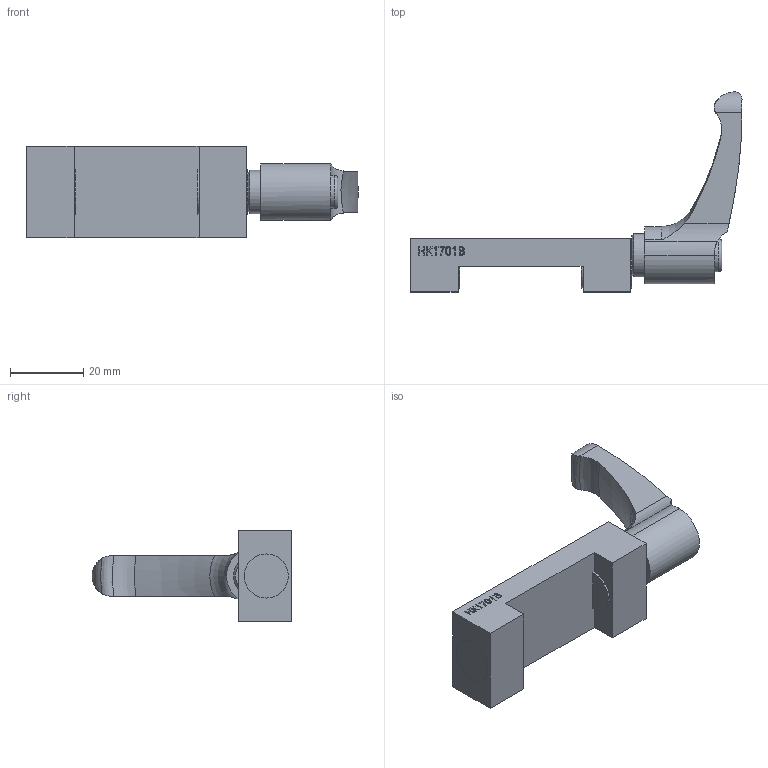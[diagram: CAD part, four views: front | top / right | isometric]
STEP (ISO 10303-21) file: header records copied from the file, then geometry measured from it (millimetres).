
FILE_DESCRIPTION(/* description */ ('Alibre Inc.'),/* implementation_level */ '2;1');
FILE_NAME(/* name */ 'export-5E9FD301-F5BA-4643-9C47-740B637B6C18',/* time_stamp */ '2024-08-10T14:47:19+02:00',/* author */ (''),/* organization */ (''),/* preprocessor_version */ 'ST-DEVELOPER v17',/* originating_system */ 'Alibre',/* authorisation */ '');
FILE_SCHEMA (('AUTOMOTIVE_DESIGN'));
Length unit declared in the file: millimetre
Products named in the file (3): ghkHK1701B2.51733; ELESA-Klemmhebel GN 604-44-M4-SG; HK1701B
Bounding box: 90.38 x 54.44 x 25 mm (x, y, z)
Volume: 23043 mm3; surface area: 8622 mm2
Topology: 2 solids, 2 shells, 217 faces, 600 edges, 402 vertices
Faces by surface type: plane 101, cylinder 98, cone 9, torus 9
Full cylindrical faces by diameter (mm): 3.242 x5, 11.8 x1, 12 x2
Entity records: 6840 total; most frequent: CARTESIAN_POINT 1323, ORIENTED_EDGE 1192, DIRECTION 1047, EDGE_CURVE 596, AXIS2_PLACEMENT_3D 406, VERTEX_POINT 402, VECTOR 345, LINE 345
